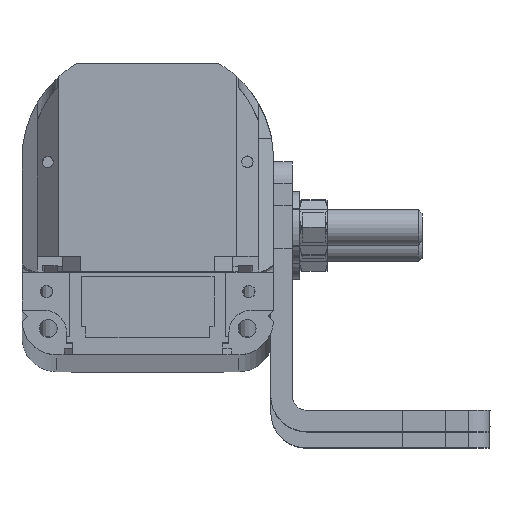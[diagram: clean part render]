
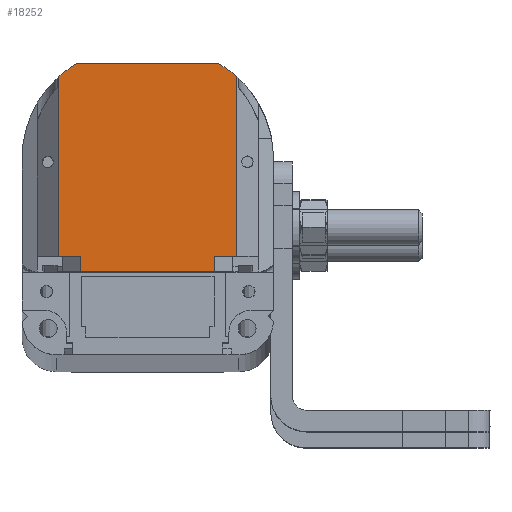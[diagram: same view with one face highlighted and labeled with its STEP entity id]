
A CAD part, top view. The second image highlights one B-rep face of the part: STEP entity #18252.
In plain terms, the highlighted planar face has unit normal (0, 0, 1).
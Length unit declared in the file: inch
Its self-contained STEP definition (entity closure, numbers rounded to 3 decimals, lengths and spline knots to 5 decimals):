
#20 = CARTESIAN_POINT ( 'NONE',  ( 2.93491, 3.04597, 10.27352 ) ) ;
#146 = DIRECTION ( 'NONE',  ( -1., 0., 0. ) ) ;
#1326 = CARTESIAN_POINT ( 'NONE',  ( 2.83732, 4.10897, 10.27352 ) ) ;
#1737 = VERTEX_POINT ( 'NONE', #26022 ) ;
#1835 = VECTOR ( 'NONE', #3901, 39.37008 ) ;
#1882 = PLANE ( 'NONE',  #4795 ) ;
#1947 = CARTESIAN_POINT ( 'NONE',  ( 2.35232, 3.04597, 10.27352 ) ) ;
#2182 = CARTESIAN_POINT ( 'NONE',  ( 1.95539, 4.03891, 10.27352 ) ) ;
#2338 = CARTESIAN_POINT ( 'NONE',  ( 2.81465, 3.04597, 10.27352 ) ) ;
#2546 = EDGE_CURVE ( 'NONE', #10449, #25390, #8590, .T. ) ;
#3032 = CARTESIAN_POINT ( 'NONE',  ( 2.35232, 3.04597, 10.27352 ) ) ;
#3494 = EDGE_CURVE ( 'NONE', #17921, #22522, #18902, .T. ) ;
#3736 = LINE ( 'NONE', #7401, #16417 ) ;
#3835 = CARTESIAN_POINT ( 'NONE',  ( 2.81465, 3.58897, 10.27352 ) ) ;
#3901 = DIRECTION ( 'NONE',  ( -1., 0., 0. ) ) ;
#3946 = DIRECTION ( 'NONE',  ( -1., 0., 0. ) ) ;
#4026 = LINE ( 'NONE', #13897, #1835 ) ;
#4795 = AXIS2_PLACEMENT_3D ( 'NONE', #6017, #5928, #12272 ) ;
#4992 = VECTOR ( 'NONE', #11684, 39.37008 ) ;
#5272 = LINE ( 'NONE', #17263, #25774 ) ;
#5278 = DIRECTION ( 'NONE',  ( 0., 1., 0. ) ) ;
#5313 = LINE ( 'NONE', #1947, #15426 ) ;
#5428 = DIRECTION ( 'NONE',  ( 0., 0., -1. ) ) ;
#5586 = DIRECTION ( 'NONE',  ( -1., 0., 0. ) ) ;
#5928 = DIRECTION ( 'NONE',  ( 0., 0., -1. ) ) ;
#6017 = CARTESIAN_POINT ( 'NONE',  ( 2.35232, 3.58897, 10.27352 ) ) ;
#6131 = EDGE_CURVE ( 'NONE', #25390, #17921, #5313, .T. ) ;
#6275 = VERTEX_POINT ( 'NONE', #20838 ) ;
#7135 = CARTESIAN_POINT ( 'NONE',  ( 1.95539, 3.58897, 10.27352 ) ) ;
#7346 = ORIENTED_EDGE ( 'NONE', *, *, #18890, .F. ) ;
#7371 = AXIS2_PLACEMENT_3D ( 'NONE', #24334, #11941, #146 ) ;
#7401 = CARTESIAN_POINT ( 'NONE',  ( 2.07565, 3.58897, 10.27352 ) ) ;
#7420 = ORIENTED_EDGE ( 'NONE', *, *, #8429, .F. ) ;
#7564 = CARTESIAN_POINT ( 'NONE',  ( 2.53798, 3.58897, 10.27352 ) ) ;
#7676 = VECTOR ( 'NONE', #9427, 39.37008 ) ;
#8429 = EDGE_CURVE ( 'NONE', #6275, #19058, #22396, .T. ) ;
#8590 = LINE ( 'NONE', #14346, #12679 ) ;
#8800 = VECTOR ( 'NONE', #10043, 39.37008 ) ;
#9270 = CARTESIAN_POINT ( 'NONE',  ( 2.81465, 2.96197, 10.27352 ) ) ;
#9381 = VERTEX_POINT ( 'NONE', #11576 ) ;
#9427 = DIRECTION ( 'NONE',  ( 0., 1., 0. ) ) ;
#9856 = EDGE_CURVE ( 'NONE', #22522, #1737, #4026, .T. ) ;
#10043 = DIRECTION ( 'NONE',  ( 0., -1., 0. ) ) ;
#10047 = ORIENTED_EDGE ( 'NONE', *, *, #9856, .F. ) ;
#10449 = VERTEX_POINT ( 'NONE', #24125 ) ;
#11559 = ORIENTED_EDGE ( 'NONE', *, *, #3494, .F. ) ;
#11576 = CARTESIAN_POINT ( 'NONE',  ( 2.05299, 4.10897, 10.27352 ) ) ;
#11684 = DIRECTION ( 'NONE',  ( -1., 0., 0. ) ) ;
#11825 = CIRCLE ( 'NONE', #7371, 0.6 ) ;
#11941 = DIRECTION ( 'NONE',  ( 0., 0., -1. ) ) ;
#12272 = DIRECTION ( 'NONE',  ( -1., 0., 0. ) ) ;
#12679 = VECTOR ( 'NONE', #16297, 39.37008 ) ;
#12923 = DIRECTION ( 'NONE',  ( -1., 0., 0. ) ) ;
#13205 = VERTEX_POINT ( 'NONE', #1326 ) ;
#13824 = VERTEX_POINT ( 'NONE', #2182 ) ;
#13897 = CARTESIAN_POINT ( 'NONE',  ( 2.35232, 2.96197, 10.27352 ) ) ;
#14336 = EDGE_CURVE ( 'NONE', #19058, #13824, #18677, .T. ) ;
#14346 = CARTESIAN_POINT ( 'NONE',  ( 2.93491, 3.58897, 10.27352 ) ) ;
#15273 = ORIENTED_EDGE ( 'NONE', *, *, #6131, .F. ) ;
#15426 = VECTOR ( 'NONE', #3946, 39.37008 ) ;
#16089 = ORIENTED_EDGE ( 'NONE', *, *, #17599, .F. ) ;
#16297 = DIRECTION ( 'NONE',  ( 0., -1., 0. ) ) ;
#16417 = VECTOR ( 'NONE', #5278, 39.37008 ) ;
#16911 = FACE_OUTER_BOUND ( 'NONE', #26029, .T. ) ;
#16971 = ORIENTED_EDGE ( 'NONE', *, *, #2546, .F. ) ;
#17263 = CARTESIAN_POINT ( 'NONE',  ( 2.05299, 4.10897, 10.27352 ) ) ;
#17599 = EDGE_CURVE ( 'NONE', #1737, #6275, #3736, .T. ) ;
#17921 = VERTEX_POINT ( 'NONE', #2338 ) ;
#17997 = ORIENTED_EDGE ( 'NONE', *, *, #19137, .F. ) ;
#18252 = ADVANCED_FACE ( 'NONE', ( #16911 ), #1882, .F. ) ;
#18416 = CIRCLE ( 'NONE', #26023, 0.6 ) ;
#18677 = LINE ( 'NONE', #7135, #7676 ) ;
#18890 = EDGE_CURVE ( 'NONE', #13824, #9381, #11825, .T. ) ;
#18902 = LINE ( 'NONE', #3835, #8800 ) ;
#19058 = VERTEX_POINT ( 'NONE', #22824 ) ;
#19137 = EDGE_CURVE ( 'NONE', #13205, #10449, #18416, .T. ) ;
#19744 = ORIENTED_EDGE ( 'NONE', *, *, #14336, .F. ) ;
#20731 = ORIENTED_EDGE ( 'NONE', *, *, #24401, .T. ) ;
#20838 = CARTESIAN_POINT ( 'NONE',  ( 2.07565, 3.04597, 10.27352 ) ) ;
#22396 = LINE ( 'NONE', #3032, #4992 ) ;
#22522 = VERTEX_POINT ( 'NONE', #9270 ) ;
#22824 = CARTESIAN_POINT ( 'NONE',  ( 1.95539, 3.04597, 10.27352 ) ) ;
#24125 = CARTESIAN_POINT ( 'NONE',  ( 2.93491, 4.03891, 10.27352 ) ) ;
#24334 = CARTESIAN_POINT ( 'NONE',  ( 2.35232, 3.58897, 10.27352 ) ) ;
#24401 = EDGE_CURVE ( 'NONE', #13205, #9381, #5272, .T. ) ;
#25390 = VERTEX_POINT ( 'NONE', #20 ) ;
#25774 = VECTOR ( 'NONE', #12923, 39.37008 ) ;
#26022 = CARTESIAN_POINT ( 'NONE',  ( 2.07565, 2.96197, 10.27352 ) ) ;
#26023 = AXIS2_PLACEMENT_3D ( 'NONE', #7564, #5428, #5586 ) ;
#26029 = EDGE_LOOP ( 'NONE', ( #16089, #10047, #11559, #15273, #16971, #17997, #20731, #7346, #19744, #7420 ) ) ;
